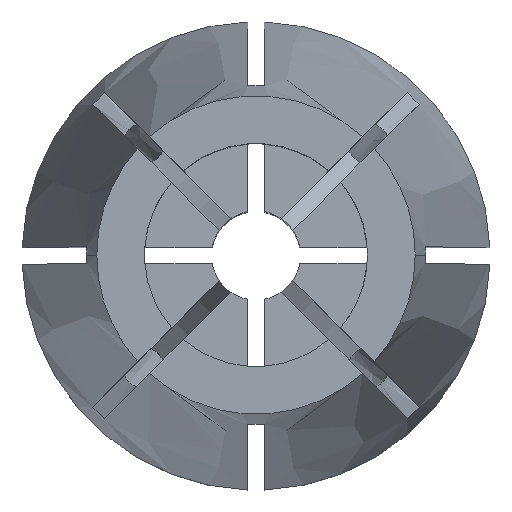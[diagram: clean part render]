
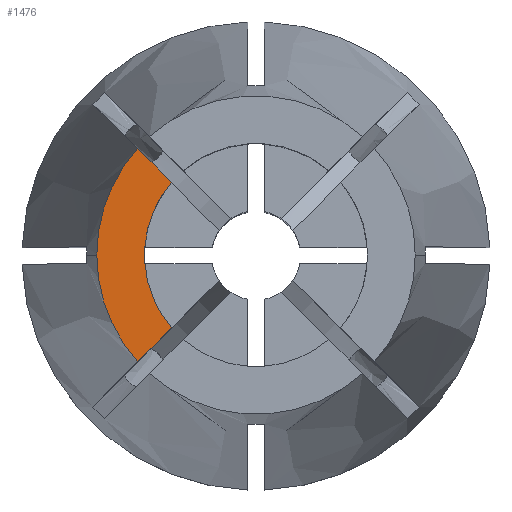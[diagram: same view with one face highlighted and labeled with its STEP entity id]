
A CAD part, top view. The second image highlights one B-rep face of the part: STEP entity #1476.
In plain terms, the highlighted planar face has unit normal (0, 0, 1).
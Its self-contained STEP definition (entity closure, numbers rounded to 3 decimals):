
#45 = EDGE_CURVE ( 'NONE', #796, #3289, #1353, .T. ) ;
#135 = VECTOR ( 'NONE', #1152, 1000. ) ;
#246 = EDGE_CURVE ( 'NONE', #3192, #777, #650, .T. ) ;
#252 = CARTESIAN_POINT ( 'NONE',  ( 0., 0., 0. ) ) ;
#263 = DIRECTION ( 'NONE',  ( 0., 0., 1. ) ) ;
#288 = EDGE_CURVE ( 'NONE', #3192, #796, #2796, .T. ) ;
#303 = CARTESIAN_POINT ( 'NONE',  ( 0., 0., 0. ) ) ;
#496 = ORIENTED_EDGE ( 'NONE', *, *, #3106, .F. ) ;
#552 = CARTESIAN_POINT ( 'NONE',  ( -0.265, -0.265, 0. ) ) ;
#613 = AXIS2_PLACEMENT_3D ( 'NONE', #2465, #2460, #2436 ) ;
#650 = LINE ( 'NONE', #552, #2559 ) ;
#696 = ORIENTED_EDGE ( 'NONE', *, *, #45, .T. ) ;
#777 = VERTEX_POINT ( 'NONE', #1233 ) ;
#796 = VERTEX_POINT ( 'NONE', #798 ) ;
#798 = CARTESIAN_POINT ( 'NONE',  ( -7.141, 0., 0. ) ) ;
#810 = CARTESIAN_POINT ( 'NONE',  ( -3.791, -3.26, 0. ) ) ;
#872 = PLANE ( 'NONE',  #1226 ) ;
#874 = FACE_OUTER_BOUND ( 'NONE', #1300, .T. ) ;
#905 = VERTEX_POINT ( 'NONE', #810 ) ;
#1030 = AXIS2_PLACEMENT_3D ( 'NONE', #303, #1852, #2518 ) ;
#1152 = DIRECTION ( 'NONE',  ( 0.707, 0.707, 0. ) ) ;
#1226 = AXIS2_PLACEMENT_3D ( 'NONE', #2975, #1667, #2722 ) ;
#1233 = CARTESIAN_POINT ( 'NONE',  ( -3.791, 3.26, 0. ) ) ;
#1300 = EDGE_LOOP ( 'NONE', ( #2641, #696, #3339, #496, #1768 ) ) ;
#1314 = EDGE_CURVE ( 'NONE', #3289, #905, #1366, .T. ) ;
#1353 = CIRCLE ( 'NONE', #1030, 7.141 ) ;
#1366 = LINE ( 'NONE', #1896, #135 ) ;
#1476 = ADVANCED_FACE ( 'NONE', ( #874 ), #872, .F. ) ;
#1607 = CARTESIAN_POINT ( 'NONE',  ( -5.308, -4.778, 0. ) ) ;
#1667 = DIRECTION ( 'NONE',  ( 0., 0., -1. ) ) ;
#1768 = ORIENTED_EDGE ( 'NONE', *, *, #246, .F. ) ;
#1852 = DIRECTION ( 'NONE',  ( 0., 0., 1. ) ) ;
#1857 = CIRCLE ( 'NONE', #613, 5. ) ;
#1871 = DIRECTION ( 'NONE',  ( 1., 0., 0. ) ) ;
#1896 = CARTESIAN_POINT ( 'NONE',  ( -0.265, 0.265, 0. ) ) ;
#2380 = DIRECTION ( 'NONE',  ( 0.707, -0.707, 0. ) ) ;
#2436 = DIRECTION ( 'NONE',  ( 1., 0., 0. ) ) ;
#2460 = DIRECTION ( 'NONE',  ( 0., 0., 1. ) ) ;
#2465 = CARTESIAN_POINT ( 'NONE',  ( 0., 0., 0. ) ) ;
#2518 = DIRECTION ( 'NONE',  ( 1., 0., 0. ) ) ;
#2559 = VECTOR ( 'NONE', #2380, 1000. ) ;
#2641 = ORIENTED_EDGE ( 'NONE', *, *, #288, .T. ) ;
#2722 = DIRECTION ( 'NONE',  ( -1., 0., 0. ) ) ;
#2796 = CIRCLE ( 'NONE', #2982, 7.141 ) ;
#2975 = CARTESIAN_POINT ( 'NONE',  ( 0., 0., 0. ) ) ;
#2982 = AXIS2_PLACEMENT_3D ( 'NONE', #252, #263, #1871 ) ;
#3106 = EDGE_CURVE ( 'NONE', #777, #905, #1857, .T. ) ;
#3192 = VERTEX_POINT ( 'NONE', #3322 ) ;
#3289 = VERTEX_POINT ( 'NONE', #1607 ) ;
#3322 = CARTESIAN_POINT ( 'NONE',  ( -5.308, 4.778, 0. ) ) ;
#3339 = ORIENTED_EDGE ( 'NONE', *, *, #1314, .T. ) ;
